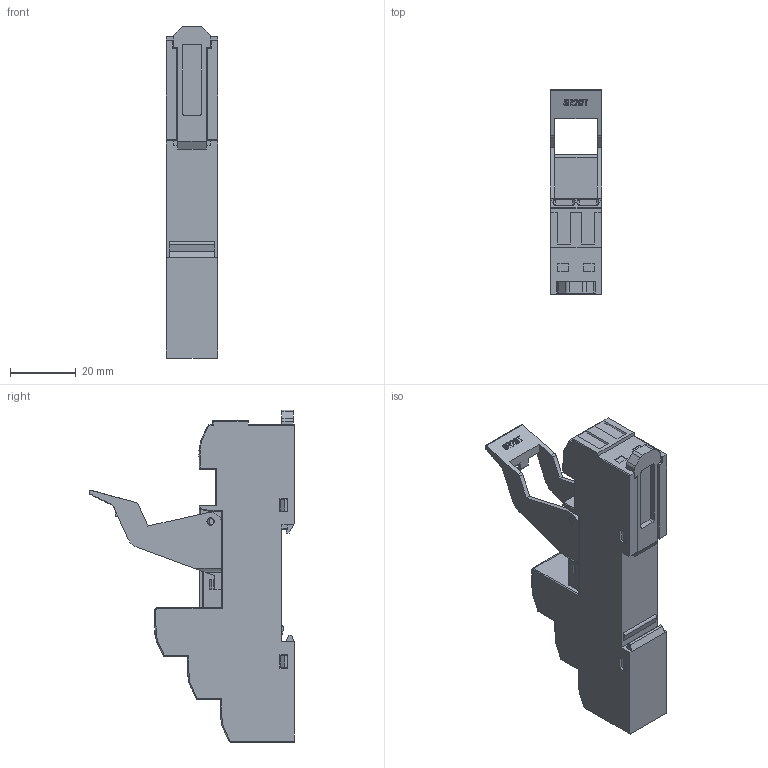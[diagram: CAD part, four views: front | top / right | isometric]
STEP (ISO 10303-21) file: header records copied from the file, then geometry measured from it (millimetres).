
FILE_DESCRIPTION (( 'STEP AP214' ), '1' );
FILE_NAME ('SJ1S-21L.STEP', '2020-01-21T09:17:55', ( '' ), ( '' ), 'SwSTEP 2.0', 'SolidWorks 2017', '' );
FILE_SCHEMA (( 'AUTOMOTIVE_DESIGN' ));
Length unit declared in the file: millimetre
Products named in the file (4): SJ-21L-HOOK_蹬怮椔; SJ9Z-C21R_蹬怮椔; SJ1S-21L_蹬怮椔; SJ1S-21L
Assembly tree (3 placements, depth 2):
  SJ1S-21L
    SJ1S-21L_蹬怮椔
    SJ9Z-C21R_蹬怮椔
    SJ-21L-HOOK_蹬怮椔
Bounding box: 15.85 x 62.41 x 101.2 mm (x, y, z)
Volume: 43654 mm3; surface area: 15015 mm2
Topology: 3 solids, 3 shells, 1011 faces, 2658 edges, 1658 vertices
Faces by surface type: plane 516, cylinder 371, bspline 103, torus 12, cone 5, sphere 4
Entity records: 36654 total; most frequent: CARTESIAN_POINT 12781, ORIENTED_EDGE 5212, DIRECTION 4568, EDGE_CURVE 2606, VERTEX_POINT 1658, VECTOR 1642, LINE 1642, AXIS2_PLACEMENT_3D 1463
